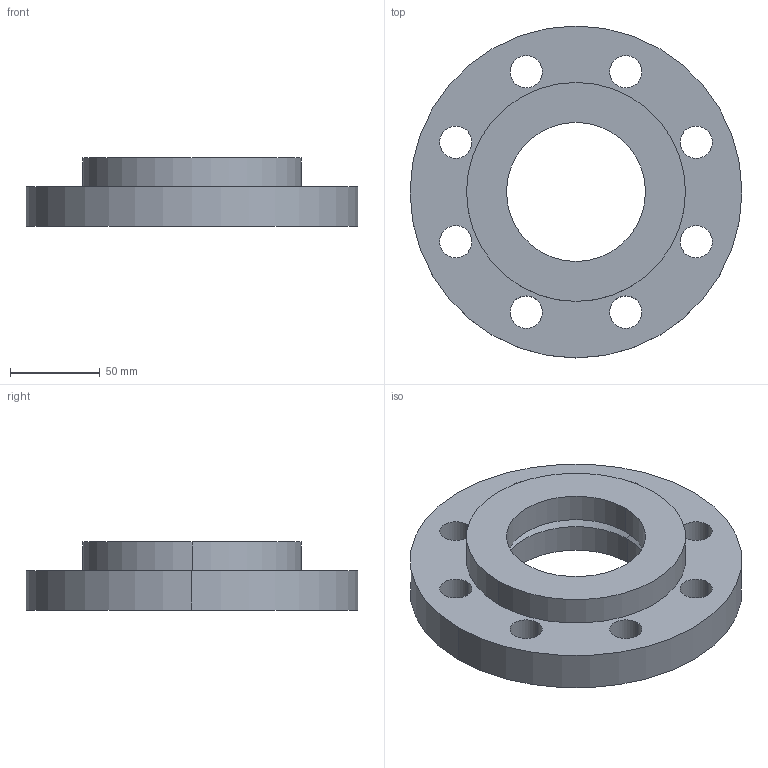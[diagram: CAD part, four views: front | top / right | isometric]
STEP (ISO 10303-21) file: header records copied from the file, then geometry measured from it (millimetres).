
FILE_DESCRIPTION (( 'STEP AP214' ), '1' );
FILE_NAME ('PN40 DN65 Type 02 in 32 - (Type A Face).STEP', '2019-01-01T16:45:03', ( '' ), ( '' ), 'SwSTEP 2.0', 'SolidWorks 2019', '' );
FILE_SCHEMA (( 'AUTOMOTIVE_DESIGN' ));
Length unit declared in the file: millimetre
Products named in the file (1): PN40 DN65 Type 02 in 32 - (Type A Face)
Bounding box: 185 x 185 x 38 mm (x, y, z)
Volume: 539967.5 mm3; surface area: 90845.7 mm2
Topology: 2 solids, 2 shells, 30 faces, 76 edges, 50 vertices
Faces by surface type: cylinder 24, plane 4, cone 2
Entity records: 1017 total; most frequent: DIRECTION 188, CARTESIAN_POINT 157, ORIENTED_EDGE 152, AXIS2_PLACEMENT_3D 81, EDGE_CURVE 76, CIRCLE 50, VERTEX_POINT 50, EDGE_LOOP 50
